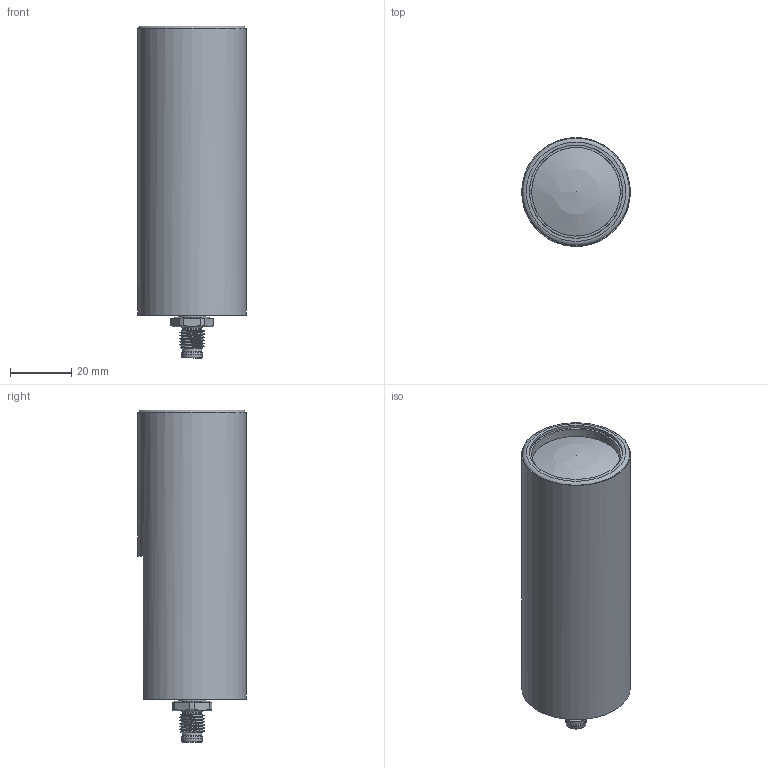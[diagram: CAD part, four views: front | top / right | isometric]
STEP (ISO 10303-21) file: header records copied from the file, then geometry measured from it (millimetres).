
FILE_DESCRIPTION(/* description */ (''),/* implementation_level */ '2;1');
FILE_NAME(/* name */ 'TZB28.stp',/* time_stamp */ '2021-04-16T11:50:35+02:00',/* author */ (''),/* organization */ (''),/* preprocessor_version */ 'ST-DEVELOPER v16.5',/* originating_system */ 'Autodesk Inventor 2017',/* authorisation */ '');
FILE_SCHEMA (('AUTOMOTIVE_DESIGN { 1 0 10303 214 3 1 1 }'));
Length unit declared in the file: millimetre
Products named in the file (1): TZB28
Bounding box: 35.5 x 35.5 x 108.56 mm (x, y, z)
Volume: 91473.2 mm3; surface area: 14602 mm2
Topology: 1 solids, 4 shells, 150 faces, 358 edges, 234 vertices
Faces by surface type: plane 44, cylinder 34, cone 26, bspline 20, torus 20, sphere 6
Full cylindrical faces by diameter (mm): 1 x4, 3.242 x2, 5.7 x1, 5.9 x1, 6 x1, 6.5 x2, 6.9 x1, 7.6 x1, 8.9 x1, 12.4 x1, 29 x1, 30 x1, 30.459 x1, 31 x1, 31.459 x1, 35.5 x1
Entity records: 9984 total; most frequent: CARTESIAN_POINT 6785, DIRECTION 610, ORIENTED_EDGE 548, EDGE_CURVE 273, AXIS2_PLACEMENT_3D 273, EDGE_LOOP 230, VERTEX_POINT 207, FACE_OUTER_BOUND 150
